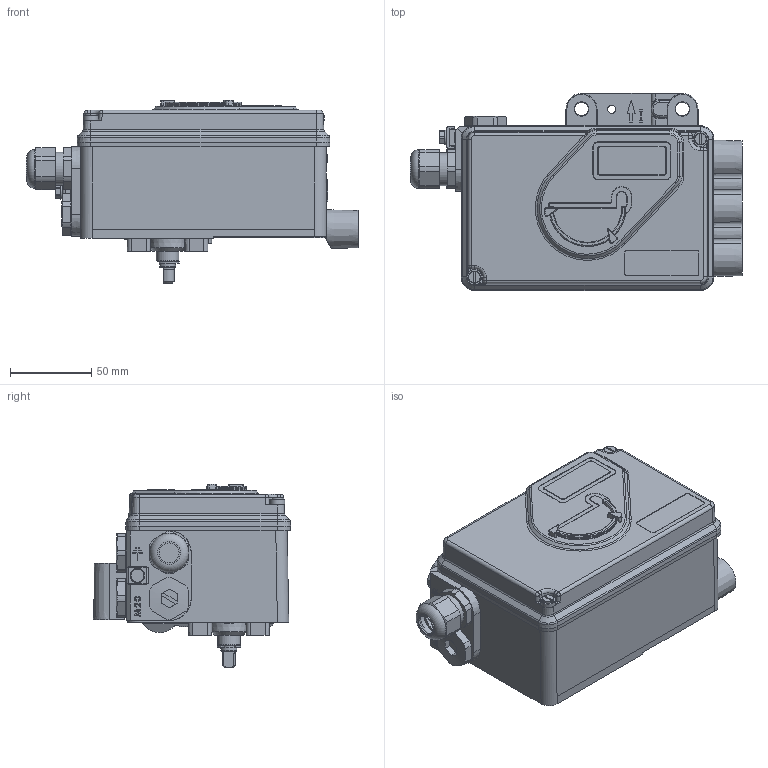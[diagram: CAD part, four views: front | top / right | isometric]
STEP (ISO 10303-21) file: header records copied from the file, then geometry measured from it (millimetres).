
FILE_DESCRIPTION(/* description */ (''),/* implementation_level */ '2;1');
FILE_NAME(/* name */ 'SRD991',/* time_stamp */ '2013-01-21T11:03:15+01:00',/* author */ (''),/* organization */ (''),/* preprocessor_version */ 'ST-DEVELOPER v9',/* originating_system */ 'UGS - NX 4.0',/* authorisation */ '');
FILE_SCHEMA (('AUTOMOTIVE_DESIGN { 1 0 10303 214 1 1 1 1 }'));
Products named in the file (34): 533337-012_7; fox-603169-035; 603170-058_1; 502081-445_0; 501235-014_3; 533338-016_4; 504082-031_0; 533333-019_5; 509008-205_0; 507882-769_1; 555491-501_1; 555491-402_1; 500146-048_0; 500146-012_0; 524054-019_1; 507839-032_1; 534637-011_2; 556837-021_1; 556902-021_0; 556837-012_1; 556902-012_0; 534636-014_1; fox-557096-016; fox-555631-355; 505529-238_1; 523870-033_2; 535900-011_2; 424070-015_6; 424910-017_0; fox-533332-042; fox-424071-206; 533334-052_0; 424069-057_1; SRD991
Assembly tree (38 placements, depth 4):
  SRD991
    535900-011_2
    523870-033_2  x3
    424069-057_1
      533334-052_0
        603170-058_1
      534636-014_1  x2
      556902-012_0
      556837-012_1
      556902-021_0
      556837-021_1
      534637-011_2
      507839-032_1  x2
    fox-424071-206
      524054-019_1
      500146-012_0
      500146-048_0
      555491-402_1
      555491-501_1
      507882-769_1
      509008-205_0
      fox-533332-042
        fox-603169-035
      533333-019_5
      504082-031_0
    424910-017_0
      424070-015_6
        533337-012_7
      533338-016_4
      501235-014_3
      502081-445_0
    505529-238_1
    fox-555631-355  x2
    fox-557096-016
Bounding box: 204.15 x 121.31 x 112.66 mm (x, y, z)
Volume: 435292.9 mm3; surface area: 225369.4 mm2
Topology: 33 solids, 33 shells, 3207 faces, 8403 edges, 5340 vertices
Faces by surface type: plane 1306, cylinder 1179, cone 400, torus 142, bspline 130, sphere 46, revolution 4
Full cylindrical faces by diameter (mm): 2 x8, 2.459 x21, 2.6 x5, 2.8 x4, 3 x2, 3.2 x2, 3.242 x3, 3.4 x7, 3.8 x5, 4 x5, 4.1 x1, 4.134 x5, 4.2 x5, 4.8 x8, 4.917 x4, 5 x5, 5.1 x2, 5.5 x2, 6 x8, 6.647 x2, 6.7 x2, 6.8 x1, 7 x4, 7.4 x3, 8 x5, 8.35 x1, 8.5 x2, 9 x1, 9.06 x1, 9.2 x2
Entity records: 100103 total; most frequent: CARTESIAN_POINT 25190, ORIENTED_EDGE 15390, DIRECTION 15266, EDGE_CURVE 7695, AXIS2_PLACEMENT_3D 5706, VERTEX_POINT 5076, LINE 3850, VECTOR 3850
